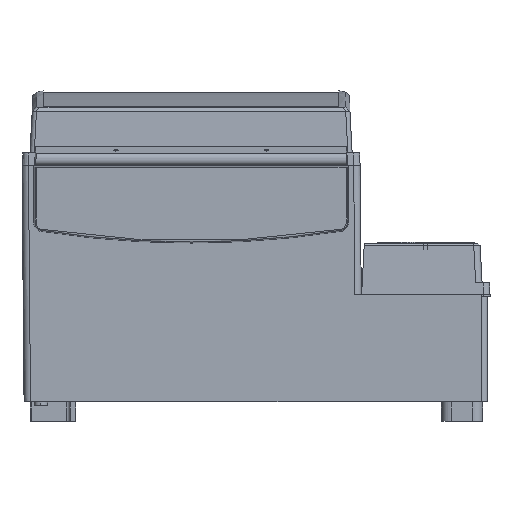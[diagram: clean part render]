
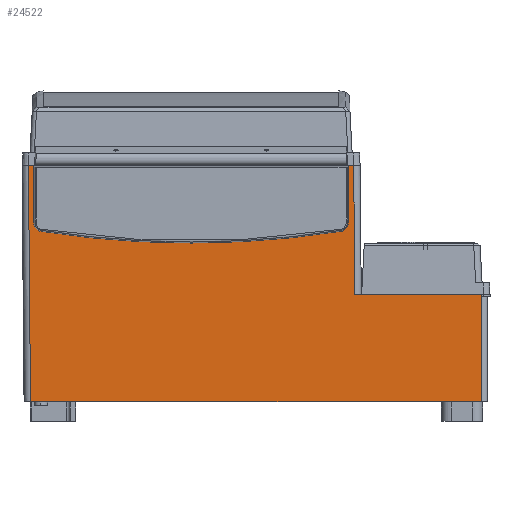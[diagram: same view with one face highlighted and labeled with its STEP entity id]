
A CAD part, left-side view. The second image highlights one B-rep face of the part: STEP entity #24522.
In plain terms, the highlighted planar face has unit normal (-1, 0, -0.009).
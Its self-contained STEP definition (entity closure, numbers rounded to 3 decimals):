
#38 = EDGE_CURVE ( 'NONE', #11545, #22973, #10291, .T. ) ;
#299 = DIRECTION ( 'NONE',  ( -0.009, 0., 1. ) ) ;
#825 = FACE_OUTER_BOUND ( 'NONE', #18449, .T. ) ;
#1466 = ORIENTED_EDGE ( 'NONE', *, *, #25215, .F. ) ;
#1842 = LINE ( 'NONE', #18254, #1884 ) ;
#1884 = VECTOR ( 'NONE', #18801, 1000. ) ;
#1908 = CARTESIAN_POINT ( 'NONE',  ( -132.116, 0., 414.387 ) ) ;
#1920 = CARTESIAN_POINT ( 'NONE',  ( -127.54, -78.75, -110. ) ) ;
#2100 = CARTESIAN_POINT ( 'NONE',  ( -127.54, 74.79, -110. ) ) ;
#2364 = CARTESIAN_POINT ( 'NONE',  ( -127.968, -135.25, -61. ) ) ;
#2663 = VECTOR ( 'NONE', #24127, 1000. ) ;
#2708 = ORIENTED_EDGE ( 'NONE', *, *, #21772, .T. ) ;
#2773 = CIRCLE ( 'NONE', #11556, 4. ) ;
#2866 = CARTESIAN_POINT ( 'NONE',  ( -128.5, -75.75, 0. ) ) ;
#3137 = EDGE_CURVE ( 'NONE', #11545, #8560, #12013, .T. ) ;
#3157 = AXIS2_PLACEMENT_3D ( 'NONE', #1908, #22129, #24329 ) ;
#3190 = DIRECTION ( 'NONE',  ( 0.009, 0., -1. ) ) ;
#3418 = VECTOR ( 'NONE', #6759, 1000. ) ;
#3608 = VECTOR ( 'NONE', #6074, 1000. ) ;
#3652 = VECTOR ( 'NONE', #11515, 1000. ) ;
#3744 = DIRECTION ( 'NONE',  ( -0.009, 0., 1. ) ) ;
#4334 = ORIENTED_EDGE ( 'NONE', *, *, #3137, .T. ) ;
#4754 = ORIENTED_EDGE ( 'NONE', *, *, #16551, .T. ) ;
#4854 = CARTESIAN_POINT ( 'NONE',  ( -128.5, 75.75, 0. ) ) ;
#4933 = CARTESIAN_POINT ( 'NONE',  ( -127.976, -135.25, -60. ) ) ;
#4953 = DIRECTION ( 'NONE',  ( -0.009, 0., 1. ) ) ;
#5239 = ORIENTED_EDGE ( 'NONE', *, *, #16641, .F. ) ;
#5875 = DIRECTION ( 'NONE',  ( 0., -1., 0. ) ) ;
#5938 = EDGE_CURVE ( 'NONE', #18263, #18369, #13427, .T. ) ;
#6074 = DIRECTION ( 'NONE',  ( 0., -1., 0. ) ) ;
#6186 = AXIS2_PLACEMENT_3D ( 'NONE', #25218, #22081, #4953 ) ;
#6403 = CARTESIAN_POINT ( 'NONE',  ( -128.268, 69.25, -26.595 ) ) ;
#6582 = VERTEX_POINT ( 'NONE', #2364 ) ;
#6759 = DIRECTION ( 'NONE',  ( 0.009, -0.009, -1. ) ) ;
#6793 = DIRECTION ( 'NONE',  ( -1., 0., -0.009 ) ) ;
#6931 = VERTEX_POINT ( 'NONE', #25075 ) ;
#7113 = VERTEX_POINT ( 'NONE', #23747 ) ;
#7979 = VERTEX_POINT ( 'NONE', #25568 ) ;
#8152 = VECTOR ( 'NONE', #23100, 1000. ) ;
#8404 = VECTOR ( 'NONE', #3744, 1000. ) ;
#8560 = VERTEX_POINT ( 'NONE', #2100 ) ;
#8754 = CARTESIAN_POINT ( 'NONE',  ( -128.5, -135.25, 0. ) ) ;
#9091 = CARTESIAN_POINT ( 'NONE',  ( -128.186, 0., -35.999 ) ) ;
#9179 = ORIENTED_EDGE ( 'NONE', *, *, #16934, .F. ) ;
#9368 = ORIENTED_EDGE ( 'NONE', *, *, #21747, .T. ) ;
#9699 = CARTESIAN_POINT ( 'NONE',  ( -128.5, -135.25, 0. ) ) ;
#10066 = DIRECTION ( 'NONE',  ( -1., 0., -0.009 ) ) ;
#10187 = CIRCLE ( 'NONE', #3157, 450.403 ) ;
#10291 = LINE ( 'NONE', #15978, #19126 ) ;
#10881 = ORIENTED_EDGE ( 'NONE', *, *, #38, .F. ) ;
#10886 = CIRCLE ( 'NONE', #23599, 4. ) ;
#10975 = DIRECTION ( 'NONE',  ( 0.009, 0., -1. ) ) ;
#11395 = ORIENTED_EDGE ( 'NONE', *, *, #23606, .F. ) ;
#11443 = LINE ( 'NONE', #17743, #2663 ) ;
#11515 = DIRECTION ( 'NONE',  ( -0.009, 0., 1. ) ) ;
#11545 = VERTEX_POINT ( 'NONE', #4854 ) ;
#11556 = AXIS2_PLACEMENT_3D ( 'NONE', #6403, #23037, #10975 ) ;
#12013 = LINE ( 'NONE', #16639, #3418 ) ;
#12085 = CARTESIAN_POINT ( 'NONE',  ( -128.268, -69.25, -26.595 ) ) ;
#12088 = DIRECTION ( 'NONE',  ( -0.009, 0., 1. ) ) ;
#12456 = LINE ( 'NONE', #1920, #3608 ) ;
#12460 = VECTOR ( 'NONE', #12088, 1000. ) ;
#13139 = CARTESIAN_POINT ( 'NONE',  ( -132.116, 0., 414.387 ) ) ;
#13427 = LINE ( 'NONE', #17740, #22078 ) ;
#13712 = LINE ( 'NONE', #9699, #12460 ) ;
#13767 = CARTESIAN_POINT ( 'NONE',  ( -128.268, -73.25, -26.595 ) ) ;
#14259 = CARTESIAN_POINT ( 'NONE',  ( -128.5, -73.25, 0. ) ) ;
#14418 = ORIENTED_EDGE ( 'NONE', *, *, #16321, .F. ) ;
#14493 = DIRECTION ( 'NONE',  ( 0., -1., 0. ) ) ;
#15978 = CARTESIAN_POINT ( 'NONE',  ( -128.5, 78.75, 0. ) ) ;
#16321 = EDGE_CURVE ( 'NONE', #25202, #7113, #10187, .T. ) ;
#16551 = EDGE_CURVE ( 'NONE', #18263, #16715, #1842, .T. ) ;
#16639 = CARTESIAN_POINT ( 'NONE',  ( -128.5, 75.75, 0.026 ) ) ;
#16641 = EDGE_CURVE ( 'NONE', #7113, #19141, #10886, .T. ) ;
#16715 = VERTEX_POINT ( 'NONE', #2866 ) ;
#16934 = EDGE_CURVE ( 'NONE', #23045, #16715, #11443, .T. ) ;
#17000 = PLANE ( 'NONE',  #6186 ) ;
#17631 = EDGE_CURVE ( 'NONE', #6931, #6582, #13712, .T. ) ;
#17740 = CARTESIAN_POINT ( 'NONE',  ( -127.976, -79.274, -60. ) ) ;
#17743 = CARTESIAN_POINT ( 'NONE',  ( -128.5, 78.75, 0. ) ) ;
#17816 = CIRCLE ( 'NONE', #19239, 450.403 ) ;
#18254 = CARTESIAN_POINT ( 'NONE',  ( -128.512, -75.738, 1.348 ) ) ;
#18263 = VERTEX_POINT ( 'NONE', #20233 ) ;
#18369 = VERTEX_POINT ( 'NONE', #4933 ) ;
#18449 = EDGE_LOOP ( 'NONE', ( #1466, #18792, #10881, #4334, #9368, #23621, #2708, #23705, #4754, #9179, #19997, #5239, #14418, #11395 ) ) ;
#18792 = ORIENTED_EDGE ( 'NONE', *, *, #20107, .F. ) ;
#18801 = DIRECTION ( 'NONE',  ( -0.009, 0.009, 1. ) ) ;
#19126 = VECTOR ( 'NONE', #14493, 1000. ) ;
#19141 = VERTEX_POINT ( 'NONE', #13767 ) ;
#19239 = AXIS2_PLACEMENT_3D ( 'NONE', #13139, #6793, #3190 ) ;
#19997 = ORIENTED_EDGE ( 'NONE', *, *, #20317, .F. ) ;
#20107 = EDGE_CURVE ( 'NONE', #22973, #7979, #25500, .T. ) ;
#20233 = CARTESIAN_POINT ( 'NONE',  ( -127.976, -76.273, -60. ) ) ;
#20317 = EDGE_CURVE ( 'NONE', #19141, #23045, #26241, .T. ) ;
#20961 = LINE ( 'NONE', #8754, #3652 ) ;
#21747 = EDGE_CURVE ( 'NONE', #8560, #6931, #12456, .T. ) ;
#21772 = EDGE_CURVE ( 'NONE', #6582, #18369, #20961, .T. ) ;
#22078 = VECTOR ( 'NONE', #5875, 1000. ) ;
#22081 = DIRECTION ( 'NONE',  ( -1., 0., -0.009 ) ) ;
#22129 = DIRECTION ( 'NONE',  ( -1., 0., -0.009 ) ) ;
#22215 = CARTESIAN_POINT ( 'NONE',  ( -128.5, 73.25, 0. ) ) ;
#22731 = VERTEX_POINT ( 'NONE', #23215 ) ;
#22973 = VERTEX_POINT ( 'NONE', #22215 ) ;
#23037 = DIRECTION ( 'NONE',  ( -1., 0., -0.009 ) ) ;
#23045 = VERTEX_POINT ( 'NONE', #14259 ) ;
#23100 = DIRECTION ( 'NONE',  ( 0.009, 0., -1. ) ) ;
#23215 = CARTESIAN_POINT ( 'NONE',  ( -128.233, 69.871, -30.546 ) ) ;
#23599 = AXIS2_PLACEMENT_3D ( 'NONE', #12085, #10066, #299 ) ;
#23606 = EDGE_CURVE ( 'NONE', #22731, #25202, #17816, .T. ) ;
#23621 = ORIENTED_EDGE ( 'NONE', *, *, #17631, .T. ) ;
#23705 = ORIENTED_EDGE ( 'NONE', *, *, #5938, .F. ) ;
#23747 = CARTESIAN_POINT ( 'NONE',  ( -128.233, -69.871, -30.546 ) ) ;
#24127 = DIRECTION ( 'NONE',  ( 0., -1., 0. ) ) ;
#24329 = DIRECTION ( 'NONE',  ( 0.009, 0., -1. ) ) ;
#24522 = ADVANCED_FACE ( 'NONE', ( #825 ), #17000, .T. ) ;
#24643 = CARTESIAN_POINT ( 'NONE',  ( -128.5, -73.25, 0. ) ) ;
#25075 = CARTESIAN_POINT ( 'NONE',  ( -127.54, -135.25, -110. ) ) ;
#25202 = VERTEX_POINT ( 'NONE', #9091 ) ;
#25215 = EDGE_CURVE ( 'NONE', #7979, #22731, #2773, .T. ) ;
#25218 = CARTESIAN_POINT ( 'NONE',  ( -128.5, 78.75, 0. ) ) ;
#25231 = CARTESIAN_POINT ( 'NONE',  ( -128.268, 73.25, -26.595 ) ) ;
#25500 = LINE ( 'NONE', #25231, #8152 ) ;
#25568 = CARTESIAN_POINT ( 'NONE',  ( -128.268, 73.25, -26.595 ) ) ;
#26241 = LINE ( 'NONE', #24643, #8404 ) ;
